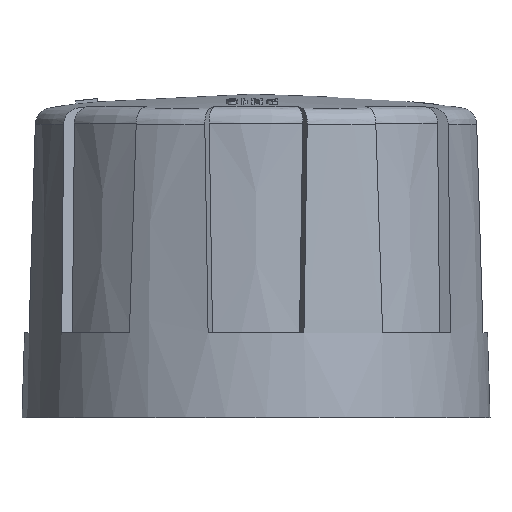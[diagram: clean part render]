
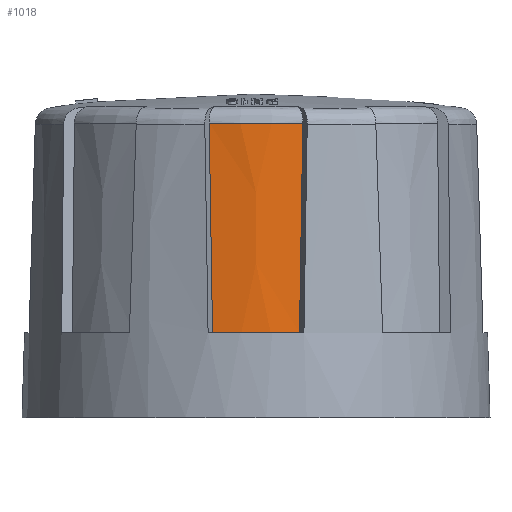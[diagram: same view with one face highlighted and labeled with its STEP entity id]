
A CAD part, front view. The second image highlights one B-rep face of the part: STEP entity #1018.
In plain terms, the highlighted conical face has half-angle 1.5 degrees and reference radius 12.95 mm.
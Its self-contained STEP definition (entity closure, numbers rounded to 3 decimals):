
#684=FACE_OUTER_BOUND('',#1363,.T.);
#912=CONICAL_SURFACE('',#4528,12.95,1.5);
#966=CIRCLE('',#4526,12.95);
#1018=ADVANCED_FACE('',(#684),#912,.T.);
#1363=EDGE_LOOP('',(#1964,#1965,#1966,#1967));
#1964=ORIENTED_EDGE('',*,*,#3650,.T.);
#1965=ORIENTED_EDGE('',*,*,#3653,.T.);
#1966=ORIENTED_EDGE('',*,*,#3646,.F.);
#1967=ORIENTED_EDGE('',*,*,#3652,.T.);
#3155=VERTEX_POINT('',#8992);
#3156=VERTEX_POINT('',#9003);
#3157=VERTEX_POINT('',#9053);
#3158=VERTEX_POINT('',#9064);
#3646=EDGE_CURVE('',#3155,#3156,#4219,.T.);
#3650=EDGE_CURVE('',#3158,#3157,#4223,.T.);
#3652=EDGE_CURVE('',#3155,#3158,#966,.T.);
#3653=EDGE_CURVE('',#3157,#3156,#4224,.T.);
#4219=B_SPLINE_CURVE_WITH_KNOTS('',3,(#8993,#8994,#8995,#8996,#8997,#8998,
#8999,#9000,#9001,#9002),.UNSPECIFIED.,.F.,.F.,(4,3,3,4),(0.,0.115,
0.885,1.),.UNSPECIFIED.);
#4223=B_SPLINE_CURVE_WITH_KNOTS('',3,(#9054,#9055,#9056,#9057,#9058,#9059,
#9060,#9061,#9062,#9063),.UNSPECIFIED.,.F.,.F.,(4,3,3,4),(0.,0.115,
0.885,1.),.UNSPECIFIED.);
#4224=B_SPLINE_CURVE_WITH_KNOTS('',3,(#9069,#9070,#9071,#9072,#9073,#9074),
 .UNSPECIFIED.,.F.,.F.,(4,2,4),(0.,0.5,1.),.UNSPECIFIED.);
#4526=AXIS2_PLACEMENT_3D('',#9067,#4871,#4872);
#4528=AXIS2_PLACEMENT_3D('',#9075,#4875,#4876);
#4871=DIRECTION('',(0.,0.,1.));
#4872=DIRECTION('',(0.924,0.383,0.));
#4875=DIRECTION('',(0.,0.,-1.));
#4876=DIRECTION('',(0.924,0.383,0.));
#8992=CARTESIAN_POINT('',(29.13,-44.379,5.));
#8993=CARTESIAN_POINT('',(29.159,-44.433,3.196));
#8994=CARTESIAN_POINT('',(29.15,-44.415,3.797));
#8995=CARTESIAN_POINT('',(29.14,-44.397,4.399));
#8996=CARTESIAN_POINT('',(29.13,-44.379,5.));
#8997=CARTESIAN_POINT('',(29.066,-44.259,9.009));
#8998=CARTESIAN_POINT('',(29.003,-44.138,13.017));
#8999=CARTESIAN_POINT('',(28.94,-44.017,17.026));
#9000=CARTESIAN_POINT('',(28.93,-43.999,17.627));
#9001=CARTESIAN_POINT('',(28.921,-43.98,18.229));
#9002=CARTESIAN_POINT('',(28.911,-43.962,18.83));
#9003=CARTESIAN_POINT('',(28.935,-44.008,17.304));
#9053=CARTESIAN_POINT('',(34.431,-44.008,17.304));
#9054=CARTESIAN_POINT('',(34.207,-44.433,3.196));
#9055=CARTESIAN_POINT('',(34.217,-44.415,3.797));
#9056=CARTESIAN_POINT('',(34.226,-44.397,4.399));
#9057=CARTESIAN_POINT('',(34.236,-44.379,5.));
#9058=CARTESIAN_POINT('',(34.3,-44.259,9.009));
#9059=CARTESIAN_POINT('',(34.364,-44.138,13.017));
#9060=CARTESIAN_POINT('',(34.427,-44.017,17.026));
#9061=CARTESIAN_POINT('',(34.436,-43.999,17.627));
#9062=CARTESIAN_POINT('',(34.446,-43.98,18.229));
#9063=CARTESIAN_POINT('',(34.455,-43.962,18.83));
#9064=CARTESIAN_POINT('',(34.236,-44.379,5.));
#9067=CARTESIAN_POINT('',(31.683,-31.683,5.));
#9069=CARTESIAN_POINT('',(34.431,-44.008,17.304));
#9070=CARTESIAN_POINT('',(33.532,-44.209,17.304));
#9071=CARTESIAN_POINT('',(32.616,-44.311,17.304));
#9072=CARTESIAN_POINT('',(30.75,-44.311,17.304));
#9073=CARTESIAN_POINT('',(29.834,-44.209,17.304));
#9074=CARTESIAN_POINT('',(28.935,-44.008,17.304));
#9075=CARTESIAN_POINT('',(31.683,-31.683,5.));
